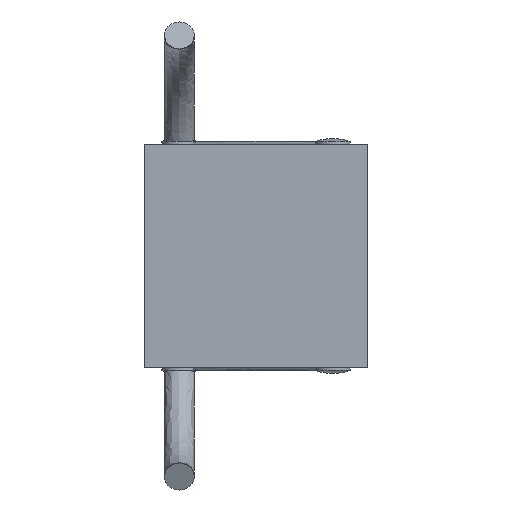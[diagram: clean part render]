
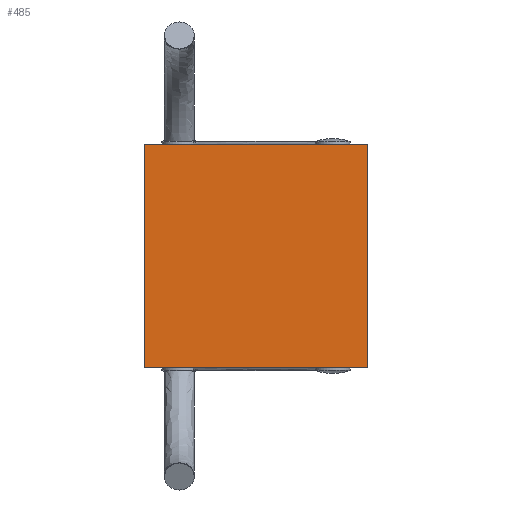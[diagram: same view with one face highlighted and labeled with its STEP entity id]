
A CAD part, front view. The second image highlights one B-rep face of the part: STEP entity #485.
In plain terms, the highlighted planar face has unit normal (0, -1, 0).
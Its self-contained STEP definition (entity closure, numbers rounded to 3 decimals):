
#190 = VERTEX_POINT ( 'NONE', #8333 ) ;
#234 = VERTEX_POINT ( 'NONE', #7271 ) ;
#485 = ADVANCED_FACE ( 'NONE', ( #8014 ), #6425, .T. ) ;
#517 = CARTESIAN_POINT ( 'NONE',  ( 3.5, -3.602, -3.5 ) ) ;
#788 = VECTOR ( 'NONE', #4467, 1000. ) ;
#996 = LINE ( 'NONE', #9209, #5032 ) ;
#1228 = EDGE_CURVE ( 'NONE', #190, #8066, #996, .T. ) ;
#1351 = VECTOR ( 'NONE', #3655, 1000. ) ;
#1399 = ORIENTED_EDGE ( 'NONE', *, *, #3005, .T. ) ;
#1589 = LINE ( 'NONE', #2886, #1351 ) ;
#1828 = CARTESIAN_POINT ( 'NONE',  ( -3.5, -3.602, -3.5 ) ) ;
#2722 = DIRECTION ( 'NONE',  ( 0., -1., 0. ) ) ;
#2800 = LINE ( 'NONE', #9002, #788 ) ;
#2886 = CARTESIAN_POINT ( 'NONE',  ( 3.5, -3.602, -3.5 ) ) ;
#3005 = EDGE_CURVE ( 'NONE', #3414, #234, #9325, .T. ) ;
#3203 = EDGE_CURVE ( 'NONE', #234, #190, #1589, .T. ) ;
#3414 = VERTEX_POINT ( 'NONE', #1828 ) ;
#3487 = VECTOR ( 'NONE', #5832, 1000. ) ;
#3655 = DIRECTION ( 'NONE',  ( 0., 0., 1. ) ) ;
#4329 = DIRECTION ( 'NONE',  ( 0., 0., -1. ) ) ;
#4467 = DIRECTION ( 'NONE',  ( 0., 0., -1. ) ) ;
#4674 = DIRECTION ( 'NONE',  ( -1., 0., 0. ) ) ;
#4905 = CARTESIAN_POINT ( 'NONE',  ( 0., -3.602, 0. ) ) ;
#5032 = VECTOR ( 'NONE', #4674, 1000. ) ;
#5832 = DIRECTION ( 'NONE',  ( 1., 0., 0. ) ) ;
#6425 = PLANE ( 'NONE',  #8739 ) ;
#6790 = ORIENTED_EDGE ( 'NONE', *, *, #3203, .T. ) ;
#6893 = EDGE_LOOP ( 'NONE', ( #8771, #1399, #6790, #7842 ) ) ;
#7271 = CARTESIAN_POINT ( 'NONE',  ( 3.5, -3.602, -3.5 ) ) ;
#7297 = EDGE_CURVE ( 'NONE', #8066, #3414, #2800, .T. ) ;
#7842 = ORIENTED_EDGE ( 'NONE', *, *, #1228, .T. ) ;
#8014 = FACE_OUTER_BOUND ( 'NONE', #6893, .T. ) ;
#8066 = VERTEX_POINT ( 'NONE', #8680 ) ;
#8333 = CARTESIAN_POINT ( 'NONE',  ( 3.5, -3.602, 3.5 ) ) ;
#8680 = CARTESIAN_POINT ( 'NONE',  ( -3.5, -3.602, 3.5 ) ) ;
#8739 = AXIS2_PLACEMENT_3D ( 'NONE', #4905, #2722, #4329 ) ;
#8771 = ORIENTED_EDGE ( 'NONE', *, *, #7297, .T. ) ;
#9002 = CARTESIAN_POINT ( 'NONE',  ( -3.5, -3.602, -3.5 ) ) ;
#9209 = CARTESIAN_POINT ( 'NONE',  ( 3.5, -3.602, 3.5 ) ) ;
#9325 = LINE ( 'NONE', #517, #3487 ) ;
